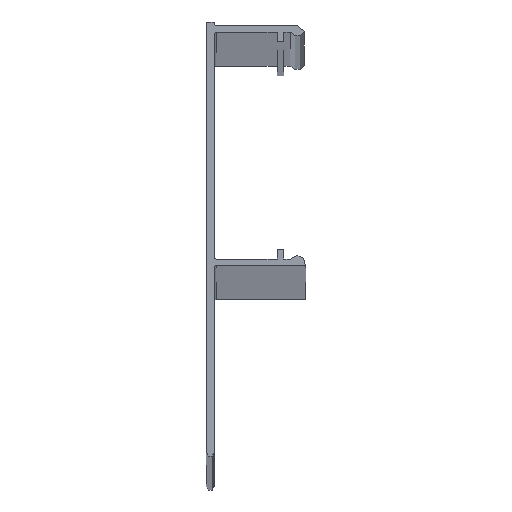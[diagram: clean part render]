
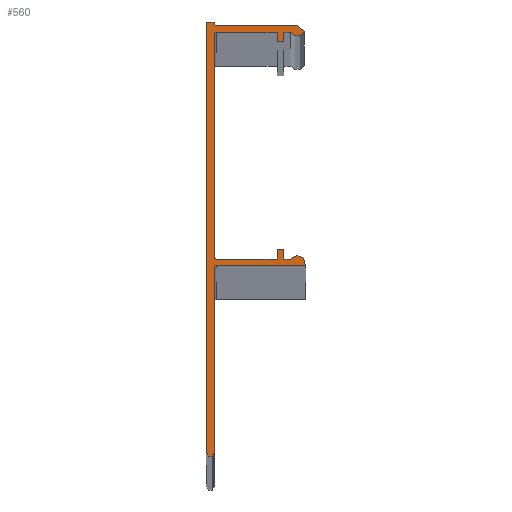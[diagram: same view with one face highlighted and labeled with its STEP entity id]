
A CAD part, top view. The second image highlights one B-rep face of the part: STEP entity #560.
In plain terms, the highlighted planar face has unit normal (0, 0, 1).
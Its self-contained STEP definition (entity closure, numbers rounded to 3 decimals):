
#33=PLANE('',#621);
#60=FACE_OUTER_BOUND('',#87,.T.);
#87=EDGE_LOOP('',(#474,#475,#476,#477,#478,#479,#480,#481,#482,#483,#484,
#485,#486,#487,#488,#489,#490,#491,#492,#493,#494,#495,#496,#497,#498));
#92=LINE('',#782,#153);
#97=LINE('',#797,#158);
#102=LINE('',#812,#163);
#106=LINE('',#824,#167);
#123=LINE('',#865,#184);
#125=LINE('',#869,#186);
#127=LINE('',#873,#188);
#129=LINE('',#876,#190);
#130=LINE('',#879,#191);
#132=LINE('',#883,#193);
#134=LINE('',#887,#195);
#136=LINE('',#891,#197);
#138=LINE('',#895,#199);
#140=LINE('',#901,#201);
#143=LINE('',#909,#204);
#145=LINE('',#912,#206);
#146=LINE('',#915,#207);
#148=LINE('',#918,#209);
#153=VECTOR('',#636,10.);
#158=VECTOR('',#649,10.);
#163=VECTOR('',#662,10.);
#167=VECTOR('',#674,10.);
#184=VECTOR('',#705,10.);
#186=VECTOR('',#709,10.);
#188=VECTOR('',#713,10.);
#190=VECTOR('',#717,10.);
#191=VECTOR('',#720,10.);
#193=VECTOR('',#724,10.);
#195=VECTOR('',#728,10.);
#197=VECTOR('',#732,10.);
#199=VECTOR('',#736,10.);
#201=VECTOR('',#744,10.);
#204=VECTOR('',#753,10.);
#206=VECTOR('',#757,10.);
#207=VECTOR('',#760,10.);
#209=VECTOR('',#764,10.);
#211=CIRCLE('',#583,0.3);
#213=CIRCLE('',#587,0.3);
#215=CIRCLE('',#591,0.3);
#217=CIRCLE('',#595,0.3);
#221=CIRCLE('',#602,1.3);
#222=CIRCLE('',#613,1.3);
#223=CIRCLE('',#616,0.6);
#226=VERTEX_POINT('',#772);
#227=VERTEX_POINT('',#774);
#229=VERTEX_POINT('',#780);
#232=VERTEX_POINT('',#787);
#233=VERTEX_POINT('',#789);
#235=VERTEX_POINT('',#795);
#238=VERTEX_POINT('',#802);
#239=VERTEX_POINT('',#804);
#241=VERTEX_POINT('',#810);
#243=VERTEX_POINT('',#816);
#245=VERTEX_POINT('',#822);
#260=VERTEX_POINT('',#858);
#261=VERTEX_POINT('',#859);
#262=VERTEX_POINT('',#864);
#263=VERTEX_POINT('',#868);
#264=VERTEX_POINT('',#872);
#265=VERTEX_POINT('',#878);
#266=VERTEX_POINT('',#882);
#267=VERTEX_POINT('',#886);
#268=VERTEX_POINT('',#890);
#269=VERTEX_POINT('',#894);
#270=VERTEX_POINT('',#900);
#271=VERTEX_POINT('',#904);
#272=VERTEX_POINT('',#908);
#273=VERTEX_POINT('',#914);
#276=EDGE_CURVE('',#226,#227,#211,.T.);
#280=EDGE_CURVE('',#229,#226,#92,.T.);
#283=EDGE_CURVE('',#232,#233,#213,.T.);
#287=EDGE_CURVE('',#235,#232,#97,.T.);
#290=EDGE_CURVE('',#238,#239,#215,.T.);
#294=EDGE_CURVE('',#241,#238,#102,.T.);
#297=EDGE_CURVE('',#243,#241,#217,.T.);
#300=EDGE_CURVE('',#245,#243,#106,.T.);
#318=EDGE_CURVE('',#260,#261,#221,.T.);
#321=EDGE_CURVE('',#261,#262,#123,.T.);
#323=EDGE_CURVE('',#262,#263,#125,.T.);
#325=EDGE_CURVE('',#263,#264,#127,.T.);
#327=EDGE_CURVE('',#264,#245,#129,.T.);
#328=EDGE_CURVE('',#239,#265,#130,.T.);
#330=EDGE_CURVE('',#265,#266,#132,.T.);
#332=EDGE_CURVE('',#266,#267,#134,.T.);
#334=EDGE_CURVE('',#267,#268,#136,.T.);
#336=EDGE_CURVE('',#268,#269,#138,.T.);
#338=EDGE_CURVE('',#269,#235,#222,.T.);
#339=EDGE_CURVE('',#233,#270,#140,.T.);
#341=EDGE_CURVE('',#270,#271,#223,.T.);
#343=EDGE_CURVE('',#271,#272,#143,.T.);
#345=EDGE_CURVE('',#272,#229,#145,.T.);
#346=EDGE_CURVE('',#227,#273,#146,.T.);
#348=EDGE_CURVE('',#273,#260,#148,.T.);
#474=ORIENTED_EDGE('',*,*,#318,.F.);
#475=ORIENTED_EDGE('',*,*,#348,.F.);
#476=ORIENTED_EDGE('',*,*,#346,.F.);
#477=ORIENTED_EDGE('',*,*,#276,.F.);
#478=ORIENTED_EDGE('',*,*,#280,.F.);
#479=ORIENTED_EDGE('',*,*,#345,.F.);
#480=ORIENTED_EDGE('',*,*,#343,.F.);
#481=ORIENTED_EDGE('',*,*,#341,.F.);
#482=ORIENTED_EDGE('',*,*,#339,.F.);
#483=ORIENTED_EDGE('',*,*,#283,.F.);
#484=ORIENTED_EDGE('',*,*,#287,.F.);
#485=ORIENTED_EDGE('',*,*,#338,.F.);
#486=ORIENTED_EDGE('',*,*,#336,.F.);
#487=ORIENTED_EDGE('',*,*,#334,.F.);
#488=ORIENTED_EDGE('',*,*,#332,.F.);
#489=ORIENTED_EDGE('',*,*,#330,.F.);
#490=ORIENTED_EDGE('',*,*,#328,.F.);
#491=ORIENTED_EDGE('',*,*,#290,.F.);
#492=ORIENTED_EDGE('',*,*,#294,.F.);
#493=ORIENTED_EDGE('',*,*,#297,.F.);
#494=ORIENTED_EDGE('',*,*,#300,.F.);
#495=ORIENTED_EDGE('',*,*,#327,.F.);
#496=ORIENTED_EDGE('',*,*,#325,.F.);
#497=ORIENTED_EDGE('',*,*,#323,.F.);
#498=ORIENTED_EDGE('',*,*,#321,.F.);
#560=ADVANCED_FACE('',(#60),#33,.T.);
#583=AXIS2_PLACEMENT_3D('',#775,#629,#630);
#587=AXIS2_PLACEMENT_3D('',#790,#642,#643);
#591=AXIS2_PLACEMENT_3D('',#805,#655,#656);
#595=AXIS2_PLACEMENT_3D('',#818,#668,#669);
#602=AXIS2_PLACEMENT_3D('',#860,#699,#700);
#613=AXIS2_PLACEMENT_3D('',#898,#740,#741);
#616=AXIS2_PLACEMENT_3D('',#905,#748,#749);
#621=AXIS2_PLACEMENT_3D('',#919,#765,#766);
#629=DIRECTION('center_axis',(0.,0.,1.));
#630=DIRECTION('ref_axis',(-0.707,-0.707,0.));
#636=DIRECTION('',(0.,-1.,0.));
#642=DIRECTION('center_axis',(0.,0.,1.));
#643=DIRECTION('ref_axis',(-0.707,0.707,0.));
#649=DIRECTION('',(-1.,0.,0.));
#655=DIRECTION('center_axis',(0.,0.,1.));
#656=DIRECTION('ref_axis',(-0.707,-0.707,0.));
#662=DIRECTION('',(0.,-1.,0.));
#668=DIRECTION('center_axis',(0.,0.,1.));
#669=DIRECTION('ref_axis',(-0.707,0.707,0.));
#674=DIRECTION('',(-1.,0.,0.));
#699=DIRECTION('center_axis',(0.,0.,-1.));
#700=DIRECTION('ref_axis',(-0.817,-0.577,0.));
#705=DIRECTION('',(-1.,0.,0.));
#709=DIRECTION('',(0.,-1.,0.));
#713=DIRECTION('',(-1.,0.,0.));
#717=DIRECTION('',(0.,1.,0.));
#720=DIRECTION('',(1.,0.,0.));
#724=DIRECTION('',(0.,1.,0.));
#728=DIRECTION('',(1.,0.,0.));
#732=DIRECTION('',(0.,-1.,0.));
#736=DIRECTION('',(1.,0.,0.));
#740=DIRECTION('center_axis',(0.,0.,-1.));
#741=DIRECTION('ref_axis',(0.981,-0.192,0.));
#744=DIRECTION('',(0.,-1.,0.));
#748=DIRECTION('center_axis',(0.,0.,-1.));
#749=DIRECTION('ref_axis',(-1.,0.,0.));
#753=DIRECTION('',(0.,1.,0.));
#757=DIRECTION('',(1.,0.,0.));
#760=DIRECTION('',(1.,0.,0.));
#764=DIRECTION('',(0.766,-0.643,0.));
#765=DIRECTION('center_axis',(0.,0.,1.));
#766=DIRECTION('ref_axis',(1.,0.,0.));
#772=CARTESIAN_POINT('',(-25.,14.05,1500.));
#774=CARTESIAN_POINT('',(-24.7,13.75,1500.));
#775=CARTESIAN_POINT('Origin',(-24.7,14.05,1500.));
#780=CARTESIAN_POINT('',(-25.,14.3,1500.));
#782=CARTESIAN_POINT('',(-25.,13.75,1500.));
#787=CARTESIAN_POINT('',(-24.7,-23.25,1500.));
#789=CARTESIAN_POINT('',(-25.,-23.55,1500.));
#790=CARTESIAN_POINT('Origin',(-24.7,-23.55,1500.));
#795=CARTESIAN_POINT('',(-10.924,-23.25,1500.));
#797=CARTESIAN_POINT('',(-25.,-23.25,1500.));
#802=CARTESIAN_POINT('',(-25.,-21.95,1500.));
#804=CARTESIAN_POINT('',(-24.7,-22.25,1500.));
#805=CARTESIAN_POINT('Origin',(-24.7,-21.95,1500.));
#810=CARTESIAN_POINT('',(-25.,12.45,1500.));
#812=CARTESIAN_POINT('',(-25.,-22.25,1500.));
#816=CARTESIAN_POINT('',(-24.7,12.75,1500.));
#818=CARTESIAN_POINT('Origin',(-24.7,12.45,1500.));
#822=CARTESIAN_POINT('',(-15.3,12.75,1500.));
#824=CARTESIAN_POINT('',(-25.,12.75,1500.));
#858=CARTESIAN_POINT('',(-11.092,12.82,1500.));
#859=CARTESIAN_POINT('',(-13.262,12.75,1500.));
#860=CARTESIAN_POINT('Origin',(-12.2,13.5,1500.));
#864=CARTESIAN_POINT('',(-14.3,12.75,1500.));
#865=CARTESIAN_POINT('',(-14.3,12.75,1500.));
#868=CARTESIAN_POINT('',(-14.3,11.25,1500.));
#869=CARTESIAN_POINT('',(-14.3,11.25,1500.));
#872=CARTESIAN_POINT('',(-15.3,11.25,1500.));
#873=CARTESIAN_POINT('',(-15.3,11.25,1500.));
#876=CARTESIAN_POINT('',(-15.3,12.75,1500.));
#878=CARTESIAN_POINT('',(-15.3,-22.25,1500.));
#879=CARTESIAN_POINT('',(-15.3,-22.25,1500.));
#882=CARTESIAN_POINT('',(-15.3,-20.75,1500.));
#883=CARTESIAN_POINT('',(-15.3,-20.75,1500.));
#886=CARTESIAN_POINT('',(-14.3,-20.75,1500.));
#887=CARTESIAN_POINT('',(-14.3,-20.75,1500.));
#890=CARTESIAN_POINT('',(-14.3,-22.25,1500.));
#891=CARTESIAN_POINT('',(-14.3,-22.25,1500.));
#894=CARTESIAN_POINT('',(-13.262,-22.25,1500.));
#895=CARTESIAN_POINT('',(-13.262,-22.25,1500.));
#898=CARTESIAN_POINT('Origin',(-12.2,-23.,1500.));
#900=CARTESIAN_POINT('',(-25.,-52.1,1500.));
#901=CARTESIAN_POINT('',(-25.,-52.1,1500.));
#904=CARTESIAN_POINT('',(-26.2,-52.1,1500.));
#905=CARTESIAN_POINT('Origin',(-25.6,-52.1,1500.));
#908=CARTESIAN_POINT('',(-26.2,14.3,1500.));
#909=CARTESIAN_POINT('',(-26.2,14.3,1500.));
#912=CARTESIAN_POINT('',(-25.,14.3,1500.));
#914=CARTESIAN_POINT('',(-12.2,13.75,1500.));
#915=CARTESIAN_POINT('',(-12.2,13.75,1500.));
#918=CARTESIAN_POINT('',(-11.092,12.82,1500.));
#919=CARTESIAN_POINT('Origin',(-22.992,-14.666,1500.));
